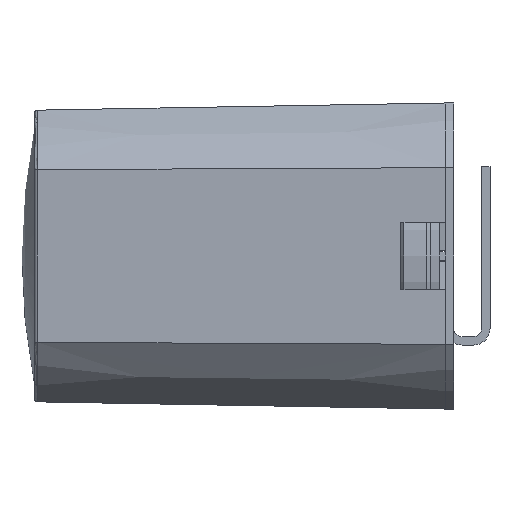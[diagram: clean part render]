
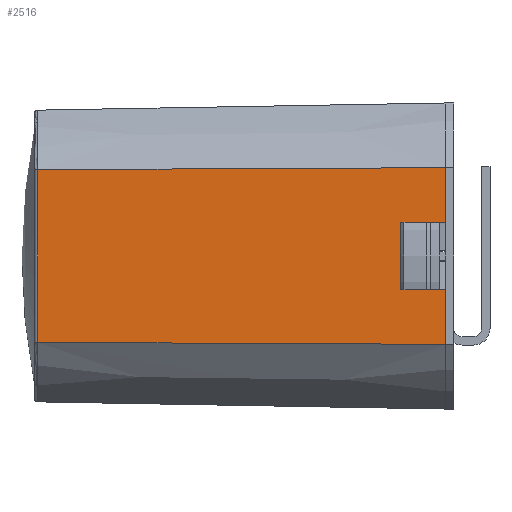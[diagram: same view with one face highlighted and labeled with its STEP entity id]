
A CAD part, left-side view. The second image highlights one B-rep face of the part: STEP entity #2516.
In plain terms, the highlighted planar face has unit normal (-1, 0.018, 0).
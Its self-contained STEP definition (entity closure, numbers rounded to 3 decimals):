
#290=B_SPLINE_CURVE_WITH_KNOTS('',3,(#4179,#4180,#4181,#4182),
 .UNSPECIFIED.,.F.,.F.,(4,4),(0.,0.073),
 .UNSPECIFIED.);
#291=B_SPLINE_CURVE_WITH_KNOTS('',3,(#4184,#4185,#4186,#4187),
 .UNSPECIFIED.,.F.,.F.,(4,4),(0.,0.073),
 .UNSPECIFIED.);
#609=ORIENTED_EDGE('',*,*,#1101,.F.);
#610=ORIENTED_EDGE('',*,*,#1192,.F.);
#611=ORIENTED_EDGE('',*,*,#1247,.F.);
#612=ORIENTED_EDGE('',*,*,#1286,.T.);
#613=ORIENTED_EDGE('',*,*,#1248,.F.);
#614=ORIENTED_EDGE('',*,*,#1223,.F.);
#615=ORIENTED_EDGE('',*,*,#1106,.F.);
#616=ORIENTED_EDGE('',*,*,#1287,.F.);
#1101=EDGE_CURVE('',#1483,#1484,#1729,.T.);
#1106=EDGE_CURVE('',#1488,#1485,#1734,.T.);
#1192=EDGE_CURVE('',#1572,#1483,#1772,.T.);
#1223=EDGE_CURVE('',#1485,#1591,#1785,.T.);
#1247=EDGE_CURVE('',#1604,#1572,#290,.T.);
#1248=EDGE_CURVE('',#1591,#1605,#291,.T.);
#1286=EDGE_CURVE('',#1604,#1605,#1807,.T.);
#1287=EDGE_CURVE('',#1484,#1488,#1808,.T.);
#1483=VERTEX_POINT('',#3763);
#1484=VERTEX_POINT('',#3765);
#1485=VERTEX_POINT('',#3769);
#1488=VERTEX_POINT('',#3774);
#1572=VERTEX_POINT('',#4051);
#1591=VERTEX_POINT('',#4122);
#1604=VERTEX_POINT('',#4178);
#1605=VERTEX_POINT('',#4188);
#1729=LINE('',#3764,#1908);
#1734=LINE('',#3775,#1913);
#1772=LINE('',#4052,#1951);
#1785=LINE('',#4121,#1964);
#1807=LINE('',#4286,#1986);
#1808=LINE('',#4287,#1987);
#1908=VECTOR('',#2966,1000.);
#1913=VECTOR('',#2973,1000.);
#1951=VECTOR('',#3065,1000.);
#1964=VECTOR('',#3122,1000.);
#1986=VECTOR('',#3242,1000.);
#1987=VECTOR('',#3243,1000.);
#2127=EDGE_LOOP('',(#609,#610,#611,#612,#613,#614,#615,#616));
#2291=FACE_BOUND('',#2127,.T.);
#2434=PLANE('',#2756);
#2516=ADVANCED_FACE('',(#2291),#2434,.T.);
#2756=AXIS2_PLACEMENT_3D('',#4285,#3240,#3241);
#2966=DIRECTION('',(0.018,1.,0.));
#2973=DIRECTION('',(-0.018,-1.,0.));
#3065=DIRECTION('',(0.,0.,-1.));
#3122=DIRECTION('',(0.,0.,-1.));
#3240=DIRECTION('',(-1.,0.018,0.));
#3241=DIRECTION('',(-0.018,-1.,0.));
#3242=DIRECTION('',(0.,0.,-1.));
#3243=DIRECTION('',(0.,0.,-1.));
#3763=CARTESIAN_POINT('',(-27.5,0.,6.075));
#3764=CARTESIAN_POINT('',(-27.5,0.,6.075));
#3765=CARTESIAN_POINT('',(-27.359,8.,6.075));
#3769=CARTESIAN_POINT('',(-27.5,0.,-6.075));
#3774=CARTESIAN_POINT('',(-27.359,8.,-6.075));
#3775=CARTESIAN_POINT('',(-27.5,0.,-6.075));
#4051=CARTESIAN_POINT('',(-27.5,0.,15.869));
#4052=CARTESIAN_POINT('',(-27.5,0.,20.));
#4121=CARTESIAN_POINT('',(-27.5,0.,20.));
#4122=CARTESIAN_POINT('',(-27.5,0.,-15.869));
#4178=CARTESIAN_POINT('',(-26.21,73.261,15.519));
#4179=CARTESIAN_POINT('',(-26.21,73.261,15.519));
#4180=CARTESIAN_POINT('',(-26.64,48.84,15.637));
#4181=CARTESIAN_POINT('',(-27.07,24.42,15.753));
#4182=CARTESIAN_POINT('',(-27.5,0.,15.869));
#4184=CARTESIAN_POINT('',(-27.5,0.,-15.869));
#4185=CARTESIAN_POINT('',(-27.07,24.42,-15.753));
#4186=CARTESIAN_POINT('',(-26.64,48.84,-15.637));
#4187=CARTESIAN_POINT('',(-26.21,73.261,-15.519));
#4188=CARTESIAN_POINT('',(-26.21,73.261,-15.519));
#4285=CARTESIAN_POINT('',(-27.5,0.,20.));
#4286=CARTESIAN_POINT('',(-26.21,73.261,20.));
#4287=CARTESIAN_POINT('',(-27.359,8.,20.));
